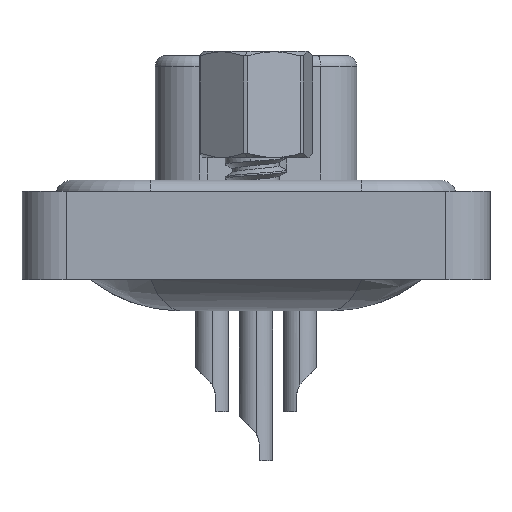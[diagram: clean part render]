
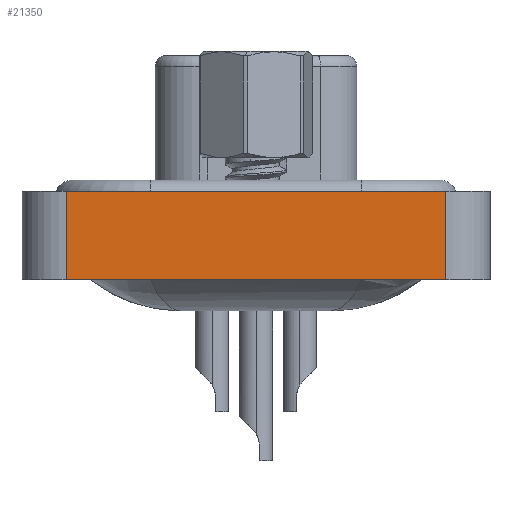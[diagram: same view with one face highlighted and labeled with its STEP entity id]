
A CAD part, left-side view. The second image highlights one B-rep face of the part: STEP entity #21350.
In plain terms, the highlighted planar face has unit normal (-1, 0, 0).
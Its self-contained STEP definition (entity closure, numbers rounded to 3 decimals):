
#2321 = AXIS2_PLACEMENT_3D ( 'NONE', #9622, #12771, #4047 ) ;
#3456 = EDGE_CURVE ( 'NONE', #13730, #4001, #15273, .T. ) ;
#4001 = VERTEX_POINT ( 'NONE', #14718 ) ;
#4047 = DIRECTION ( 'NONE',  ( 0., 0., 1. ) ) ;
#4464 = LINE ( 'NONE', #13188, #16284 ) ;
#6135 = FACE_OUTER_BOUND ( 'NONE', #11400, .T. ) ;
#6543 = ORIENTED_EDGE ( 'NONE', *, *, #16844, .F. ) ;
#7464 = DIRECTION ( 'NONE',  ( 0., -1., 0. ) ) ;
#8338 = CARTESIAN_POINT ( 'NONE',  ( -7.26, -8.55, -3.6 ) ) ;
#8397 = EDGE_CURVE ( 'NONE', #16098, #13730, #12155, .T. ) ;
#8601 = VECTOR ( 'NONE', #13451, 1000. ) ;
#9622 = CARTESIAN_POINT ( 'NONE',  ( -7.26, -8.55, -3.6 ) ) ;
#11071 = CARTESIAN_POINT ( 'NONE',  ( -7.26, -8.55, 0.4 ) ) ;
#11300 = LINE ( 'NONE', #11071, #18904 ) ;
#11400 = EDGE_LOOP ( 'NONE', ( #13198, #6543, #16636, #15206 ) ) ;
#11436 = DIRECTION ( 'NONE',  ( 0., 0., 1. ) ) ;
#12155 = LINE ( 'NONE', #8338, #8601 ) ;
#12166 = CARTESIAN_POINT ( 'NONE',  ( -7.26, -8.55, -3.6 ) ) ;
#12771 = DIRECTION ( 'NONE',  ( -1., 0., 0. ) ) ;
#13188 = CARTESIAN_POINT ( 'NONE',  ( -7.26, 8.55, -3.6 ) ) ;
#13198 = ORIENTED_EDGE ( 'NONE', *, *, #3456, .T. ) ;
#13407 = CARTESIAN_POINT ( 'NONE',  ( -7.26, -8.55, -3.6 ) ) ;
#13451 = DIRECTION ( 'NONE',  ( 0., -1., 0. ) ) ;
#13730 = VERTEX_POINT ( 'NONE', #12166 ) ;
#14718 = CARTESIAN_POINT ( 'NONE',  ( -7.26, -8.55, 0.4 ) ) ;
#15206 = ORIENTED_EDGE ( 'NONE', *, *, #8397, .T. ) ;
#15273 = LINE ( 'NONE', #13407, #17048 ) ;
#16098 = VERTEX_POINT ( 'NONE', #18940 ) ;
#16284 = VECTOR ( 'NONE', #20307, 1000. ) ;
#16601 = PLANE ( 'NONE',  #2321 ) ;
#16636 = ORIENTED_EDGE ( 'NONE', *, *, #18478, .F. ) ;
#16844 = EDGE_CURVE ( 'NONE', #19886, #4001, #11300, .T. ) ;
#17048 = VECTOR ( 'NONE', #11436, 1000. ) ;
#18478 = EDGE_CURVE ( 'NONE', #16098, #19886, #4464, .T. ) ;
#18904 = VECTOR ( 'NONE', #7464, 1000. ) ;
#18940 = CARTESIAN_POINT ( 'NONE',  ( -7.26, 8.55, -3.6 ) ) ;
#19886 = VERTEX_POINT ( 'NONE', #20469 ) ;
#20307 = DIRECTION ( 'NONE',  ( 0., 0., 1. ) ) ;
#20469 = CARTESIAN_POINT ( 'NONE',  ( -7.26, 8.55, 0.4 ) ) ;
#21350 = ADVANCED_FACE ( 'NONE', ( #6135 ), #16601, .T. ) ;
